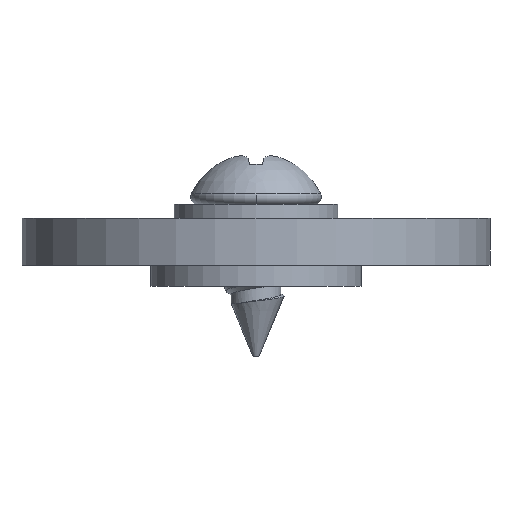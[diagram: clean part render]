
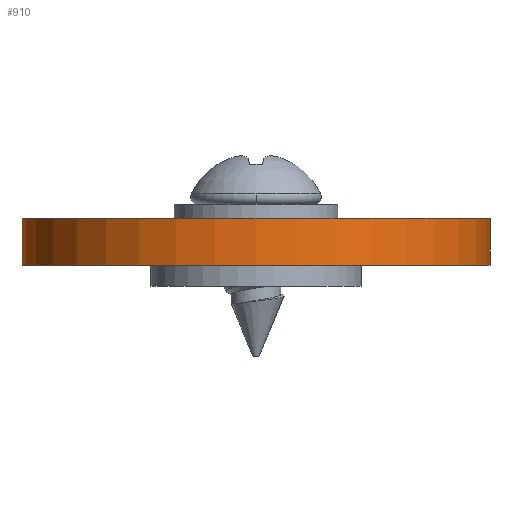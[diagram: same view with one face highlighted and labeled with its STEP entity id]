
A CAD part, front view. The second image highlights one B-rep face of the part: STEP entity #910.
In plain terms, the highlighted cylindrical face has radius 10 mm (diameter 20 mm), a partial arc.
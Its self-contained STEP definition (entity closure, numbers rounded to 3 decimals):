
#195 = EDGE_CURVE ( 'NONE', #3399, #956, #10177, .T. ) ;
#724 = DIRECTION ( 'NONE',  ( 0., 0., -1. ) ) ;
#778 = CARTESIAN_POINT ( 'NONE',  ( 21., 10., 23.75 ) ) ;
#834 = CARTESIAN_POINT ( 'NONE',  ( 11., 10., 25.75 ) ) ;
#910 = ADVANCED_FACE ( 'NONE', ( #5188 ), #7099, .T. ) ;
#956 = VERTEX_POINT ( 'NONE', #778 ) ;
#1133 = CARTESIAN_POINT ( 'NONE',  ( 11., 10., 23.75 ) ) ;
#1651 = EDGE_CURVE ( 'NONE', #3399, #11178, #4190, .T. ) ;
#1670 = ORIENTED_EDGE ( 'NONE', *, *, #1651, .T. ) ;
#1785 = AXIS2_PLACEMENT_3D ( 'NONE', #8682, #11271, #11039 ) ;
#2008 = CARTESIAN_POINT ( 'NONE',  ( 21., 10., 25.75 ) ) ;
#2108 = ORIENTED_EDGE ( 'NONE', *, *, #10602, .T. ) ;
#3399 = VERTEX_POINT ( 'NONE', #3891 ) ;
#3509 = CARTESIAN_POINT ( 'NONE',  ( 1., 10., 25.75 ) ) ;
#3891 = CARTESIAN_POINT ( 'NONE',  ( 21., 10., 25.75 ) ) ;
#4190 = CIRCLE ( 'NONE', #1785, 10. ) ;
#4363 = VECTOR ( 'NONE', #7411, 1000. ) ;
#5188 = FACE_OUTER_BOUND ( 'NONE', #8014, .T. ) ;
#5369 = CARTESIAN_POINT ( 'NONE',  ( 1., 10., 25.75 ) ) ;
#5550 = DIRECTION ( 'NONE',  ( 0., 0., -1. ) ) ;
#5875 = ORIENTED_EDGE ( 'NONE', *, *, #195, .F. ) ;
#6474 = DIRECTION ( 'NONE',  ( 1., 0., 0. ) ) ;
#6527 = ORIENTED_EDGE ( 'NONE', *, *, #6972, .F. ) ;
#6972 = EDGE_CURVE ( 'NONE', #956, #9120, #7043, .T. ) ;
#7043 = CIRCLE ( 'NONE', #7933, 10. ) ;
#7099 = CYLINDRICAL_SURFACE ( 'NONE', #10288, 10. ) ;
#7410 = VECTOR ( 'NONE', #8094, 1000. ) ;
#7411 = DIRECTION ( 'NONE',  ( 0., 0., -1. ) ) ;
#7933 = AXIS2_PLACEMENT_3D ( 'NONE', #1133, #5550, #6474 ) ;
#8014 = EDGE_LOOP ( 'NONE', ( #1670, #2108, #6527, #5875 ) ) ;
#8094 = DIRECTION ( 'NONE',  ( 0., 0., -1. ) ) ;
#8682 = CARTESIAN_POINT ( 'NONE',  ( 11., 10., 25.75 ) ) ;
#8900 = DIRECTION ( 'NONE',  ( 1., 0., 0. ) ) ;
#9120 = VERTEX_POINT ( 'NONE', #9225 ) ;
#9225 = CARTESIAN_POINT ( 'NONE',  ( 1., 10., 23.75 ) ) ;
#10177 = LINE ( 'NONE', #2008, #4363 ) ;
#10288 = AXIS2_PLACEMENT_3D ( 'NONE', #834, #724, #8900 ) ;
#10602 = EDGE_CURVE ( 'NONE', #11178, #9120, #11449, .T. ) ;
#11039 = DIRECTION ( 'NONE',  ( 1., 0., 0. ) ) ;
#11178 = VERTEX_POINT ( 'NONE', #3509 ) ;
#11271 = DIRECTION ( 'NONE',  ( 0., 0., -1. ) ) ;
#11449 = LINE ( 'NONE', #5369, #7410 ) ;
